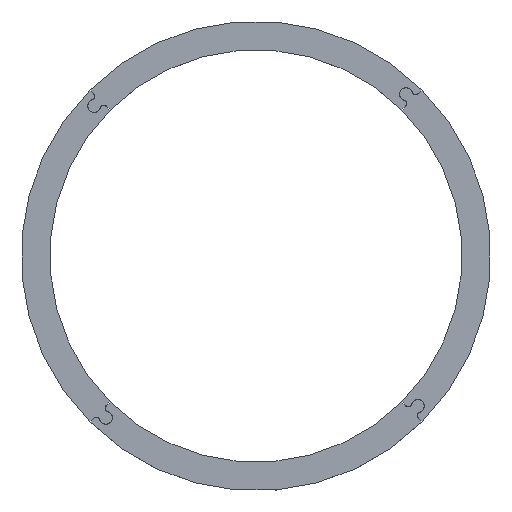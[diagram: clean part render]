
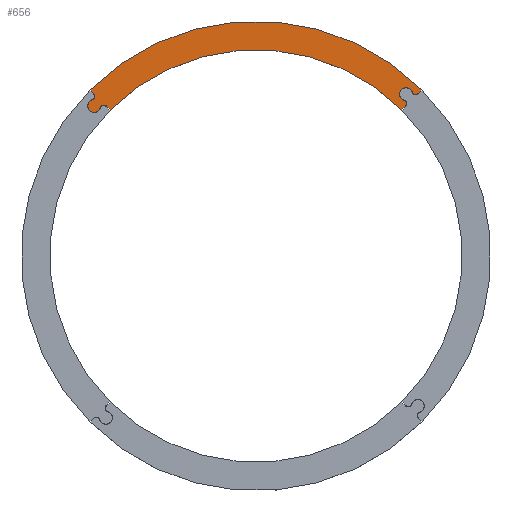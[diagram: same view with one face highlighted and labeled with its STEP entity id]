
A CAD part, top view. The second image highlights one B-rep face of the part: STEP entity #656.
In plain terms, the highlighted planar face has unit normal (0, 0, 1).
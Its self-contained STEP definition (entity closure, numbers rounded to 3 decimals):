
#297=CARTESIAN_POINT('',(0.,-246.,16.));
#298=DIRECTION('',(0.,0.,1.));
#299=DIRECTION('',(0.707,0.708,0.));
#300=AXIS2_PLACEMENT_3D('',#297,#298,#299);
#305=DIRECTION('',(0.707,0.707,0.));
#306=VECTOR('',#305,6.036);
#307=CARTESIAN_POINT('',(180.852,-64.865,16.));
#308=LINE('',#307,#306);
#312=CARTESIAN_POINT('',(178.165,-62.178,16.));
#313=DIRECTION('',(0.,0.,1.));
#314=DIRECTION('',(-0.956,-0.294,0.));
#315=AXIS2_PLACEMENT_3D('',#312,#313,#314);
#320=CARTESIAN_POINT('',(167.391,-65.495,16.));
#321=DIRECTION('',(0.,0.,-1.));
#322=DIRECTION('',(-0.294,-0.956,0.));
#323=AXIS2_PLACEMENT_3D('',#320,#321,#322);
#328=CARTESIAN_POINT('',(164.075,-76.269,16.));
#329=DIRECTION('',(0.,0.,1.));
#330=DIRECTION('',(0.707,-0.707,0.));
#331=AXIS2_PLACEMENT_3D('',#328,#329,#330);
#336=DIRECTION('',(0.707,0.707,0.));
#337=VECTOR('',#336,6.037);
#338=CARTESIAN_POINT('',(162.493,-83.224,16.));
#339=LINE('',#338,#337);
#343=CARTESIAN_POINT('',(0.,-246.,16.));
#344=DIRECTION('',(0.,0.,-1.));
#345=DIRECTION('',(-0.706,0.708,0.));
#346=AXIS2_PLACEMENT_3D('',#343,#344,#345);
#351=DIRECTION('',(0.707,-0.707,0.));
#352=VECTOR('',#351,6.037);
#353=CARTESIAN_POINT('',(-166.762,-78.956,16.));
#354=LINE('',#353,#352);
#358=CARTESIAN_POINT('',(-169.731,-81.925,16.));
#359=DIRECTION('',(0.,0.,-1.));
#360=DIRECTION('',(-0.956,0.294,0.));
#361=AXIS2_PLACEMENT_3D('',#358,#359,#360);
#366=CARTESIAN_POINT('',(-180.505,-78.609,16.));
#367=DIRECTION('',(0.,0.,1.));
#368=DIRECTION('',(-0.294,0.956,0.));
#369=AXIS2_PLACEMENT_3D('',#366,#367,#368);
#374=CARTESIAN_POINT('',(-183.822,-67.835,16.));
#375=DIRECTION('',(0.,0.,-1.));
#376=DIRECTION('',(0.707,0.707,0.));
#377=AXIS2_PLACEMENT_3D('',#374,#375,#376);
#382=DIRECTION('',(0.707,-0.707,0.));
#383=VECTOR('',#382,6.036);
#384=CARTESIAN_POINT('',(-185.121,-60.597,16.));
#385=LINE('',#384,#383);
#405=CARTESIAN_POINT('',(185.121,-60.597,16.));
#406=CARTESIAN_POINT('',(-185.121,-60.597,16.));
#407=VERTEX_POINT('',#405);
#408=VERTEX_POINT('',#406);
#409=CARTESIAN_POINT('',(-162.493,-83.224,16.));
#410=CARTESIAN_POINT('',(162.493,-83.224,16.));
#411=VERTEX_POINT('',#409);
#412=VERTEX_POINT('',#410);
#413=CARTESIAN_POINT('',(166.762,-78.956,16.));
#414=VERTEX_POINT('',#413);
#415=CARTESIAN_POINT('',(165.193,-72.637,16.));
#416=VERTEX_POINT('',#415);
#417=CARTESIAN_POINT('',(174.533,-63.296,16.));
#418=VERTEX_POINT('',#417);
#419=CARTESIAN_POINT('',(180.852,-64.865,16.));
#420=VERTEX_POINT('',#419);
#429=CARTESIAN_POINT('',(-180.852,-64.865,16.));
#430=VERTEX_POINT('',#429);
#431=CARTESIAN_POINT('',(-182.586,-71.849,16.));
#432=VERTEX_POINT('',#431);
#433=CARTESIAN_POINT('',(-173.745,-80.69,16.));
#434=VERTEX_POINT('',#433);
#435=CARTESIAN_POINT('',(-166.762,-78.956,16.));
#436=VERTEX_POINT('',#435);
#637=CARTESIAN_POINT('',(0.,0.,16.));
#638=DIRECTION('',(0.,0.,1.));
#639=DIRECTION('',(1.,0.,0.));
#640=AXIS2_PLACEMENT_3D('',#637,#638,#639);
#641=PLANE('',#640);
#642=ORIENTED_EDGE('',*,*,#477,.F.);
#643=ORIENTED_EDGE('',*,*,#492,.F.);
#644=ORIENTED_EDGE('',*,*,#506,.F.);
#645=ORIENTED_EDGE('',*,*,#520,.F.);
#646=ORIENTED_EDGE('',*,*,#534,.F.);
#647=ORIENTED_EDGE('',*,*,#548,.F.);
#648=ORIENTED_EDGE('',*,*,#562,.F.);
#649=ORIENTED_EDGE('',*,*,#576,.F.);
#650=ORIENTED_EDGE('',*,*,#590,.F.);
#651=ORIENTED_EDGE('',*,*,#604,.F.);
#652=ORIENTED_EDGE('',*,*,#618,.F.);
#653=ORIENTED_EDGE('',*,*,#631,.F.);
#654=EDGE_LOOP('',(#642,#643,#644,#645,#646,#647,#648,#649,#650,#651,#652,
#653));
#655=FACE_OUTER_BOUND('',#654,.F.);
#656=ADVANCED_FACE('',(#655),#641,.T.);
#301=CIRCLE('',#300,262.);
#316=CIRCLE('',#315,3.8);
#324=CIRCLE('',#323,7.473);
#332=CIRCLE('',#331,3.8);
#347=CIRCLE('',#346,230.);
#362=CIRCLE('',#361,4.2);
#370=CIRCLE('',#369,7.073);
#378=CIRCLE('',#377,4.2);
#477=EDGE_CURVE('',#407,#408,#301,.T.);
#492=EDGE_CURVE('',#420,#407,#308,.T.);
#506=EDGE_CURVE('',#418,#420,#316,.T.);
#520=EDGE_CURVE('',#416,#418,#324,.T.);
#534=EDGE_CURVE('',#414,#416,#332,.T.);
#548=EDGE_CURVE('',#412,#414,#339,.T.);
#562=EDGE_CURVE('',#411,#412,#347,.T.);
#576=EDGE_CURVE('',#436,#411,#354,.T.);
#590=EDGE_CURVE('',#434,#436,#362,.T.);
#604=EDGE_CURVE('',#432,#434,#370,.T.);
#618=EDGE_CURVE('',#430,#432,#378,.T.);
#631=EDGE_CURVE('',#408,#430,#385,.T.);
